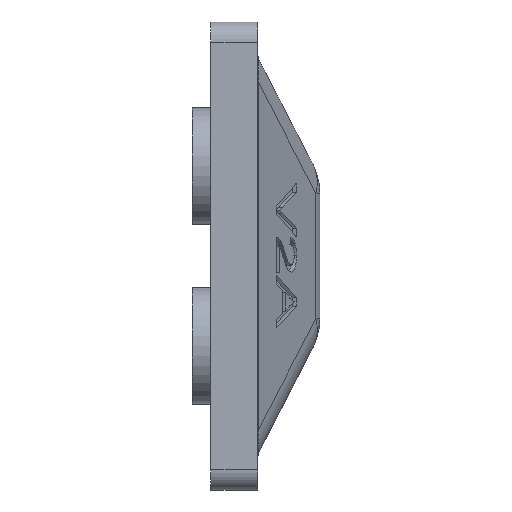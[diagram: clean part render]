
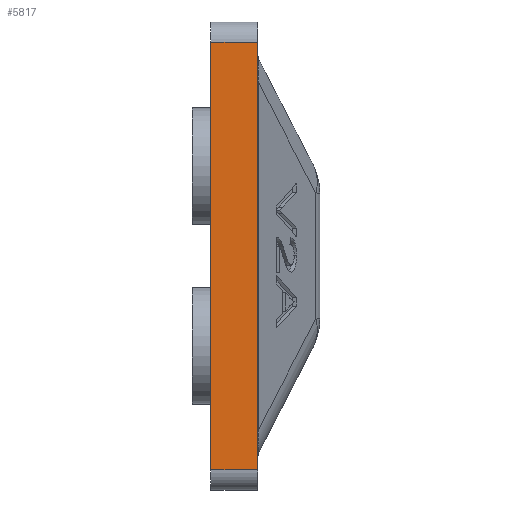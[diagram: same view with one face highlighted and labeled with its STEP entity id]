
A CAD part, left-side view. The second image highlights one B-rep face of the part: STEP entity #5817.
In plain terms, the highlighted planar face has unit normal (-1, 0, 0).
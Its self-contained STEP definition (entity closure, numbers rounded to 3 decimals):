
#156 = PLANE ( 'NONE',  #10287 ) ;
#445 = VECTOR ( 'NONE', #8559, 1000. ) ;
#471 = CARTESIAN_POINT ( 'NONE',  ( -32.5, -3., 13.7 ) ) ;
#584 = VERTEX_POINT ( 'NONE', #1230 ) ;
#1173 = DIRECTION ( 'NONE',  ( 0., -1., 0. ) ) ;
#1230 = CARTESIAN_POINT ( 'NONE',  ( -32.5, 0., 13.7 ) ) ;
#1497 = ORIENTED_EDGE ( 'NONE', *, *, #8186, .F. ) ;
#2133 = ORIENTED_EDGE ( 'NONE', *, *, #6651, .T. ) ;
#2180 = EDGE_LOOP ( 'NONE', ( #1497, #2846, #2133, #4919 ) ) ;
#2274 = LINE ( 'NONE', #4189, #7621 ) ;
#2466 = FACE_OUTER_BOUND ( 'NONE', #2180, .T. ) ;
#2785 = CARTESIAN_POINT ( 'NONE',  ( -32.5, -3., -13.7 ) ) ;
#2846 = ORIENTED_EDGE ( 'NONE', *, *, #6356, .T. ) ;
#3294 = DIRECTION ( 'NONE',  ( 0., 0., 1. ) ) ;
#3361 = CARTESIAN_POINT ( 'NONE',  ( -32.5, -3., 15. ) ) ;
#3644 = LINE ( 'NONE', #5325, #8669 ) ;
#4189 = CARTESIAN_POINT ( 'NONE',  ( -32.5, 0., 13.7 ) ) ;
#4213 = CARTESIAN_POINT ( 'NONE',  ( -32.5, 0., 15. ) ) ;
#4406 = CARTESIAN_POINT ( 'NONE',  ( -32.5, 0., 15. ) ) ;
#4919 = ORIENTED_EDGE ( 'NONE', *, *, #9167, .T. ) ;
#5325 = CARTESIAN_POINT ( 'NONE',  ( -32.5, 0., -13.7 ) ) ;
#5817 = ADVANCED_FACE ( 'NONE', ( #2466 ), #156, .T. ) ;
#5930 = LINE ( 'NONE', #3361, #445 ) ;
#6356 = EDGE_CURVE ( 'NONE', #10191, #7510, #3644, .T. ) ;
#6651 = EDGE_CURVE ( 'NONE', #7510, #10013, #5930, .T. ) ;
#6770 = CARTESIAN_POINT ( 'NONE',  ( -32.5, 0., -13.7 ) ) ;
#6885 = LINE ( 'NONE', #4406, #8314 ) ;
#7450 = DIRECTION ( 'NONE',  ( -1., 0., 0. ) ) ;
#7510 = VERTEX_POINT ( 'NONE', #2785 ) ;
#7621 = VECTOR ( 'NONE', #8138, 1000. ) ;
#8138 = DIRECTION ( 'NONE',  ( 0., 1., 0. ) ) ;
#8186 = EDGE_CURVE ( 'NONE', #10191, #584, #6885, .T. ) ;
#8314 = VECTOR ( 'NONE', #10296, 1000. ) ;
#8559 = DIRECTION ( 'NONE',  ( 0., 0., 1. ) ) ;
#8669 = VECTOR ( 'NONE', #1173, 1000. ) ;
#9167 = EDGE_CURVE ( 'NONE', #10013, #584, #2274, .T. ) ;
#10013 = VERTEX_POINT ( 'NONE', #471 ) ;
#10191 = VERTEX_POINT ( 'NONE', #6770 ) ;
#10287 = AXIS2_PLACEMENT_3D ( 'NONE', #4213, #7450, #3294 ) ;
#10296 = DIRECTION ( 'NONE',  ( 0., 0., 1. ) ) ;
